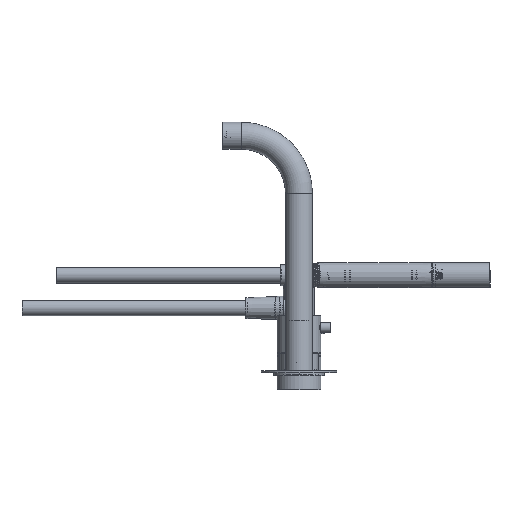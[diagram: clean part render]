
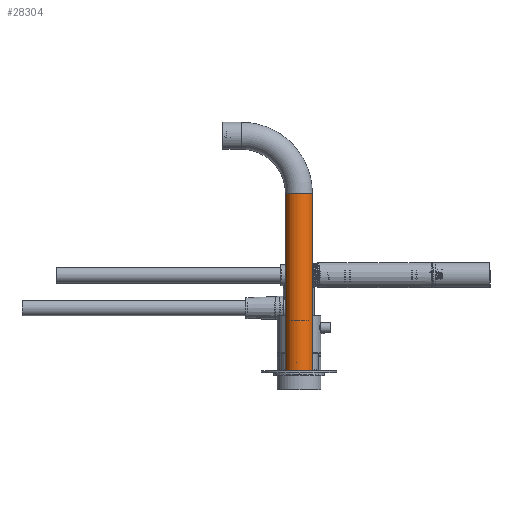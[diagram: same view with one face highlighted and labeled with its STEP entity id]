
A CAD part, front view. The second image highlights one B-rep face of the part: STEP entity #28304.
In plain terms, the highlighted cylindrical face has radius 13 mm (diameter 26 mm), a full revolution.
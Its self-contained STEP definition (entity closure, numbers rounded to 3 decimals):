
#4685=B_SPLINE_CURVE_WITH_KNOTS('',3,(#44529,#44530,#44531,#44532,#44533,
#44534,#44535,#44536,#44537,#44538,#44539),.UNSPECIFIED.,.T.,.F.,(1,1,1,
1,1,1,1,1,1,1,1,1,1,1,1),(-0.004,-0.003,-0.001,
0.,0.001,0.003,0.004,0.005,
0.006,0.008,0.009,0.01,
0.012,0.013,0.014),.UNSPECIFIED.);
#5697=CYLINDRICAL_SURFACE('',#33772,13.);
#6111=ORIENTED_EDGE('',*,*,#14354,.T.);
#6112=ORIENTED_EDGE('',*,*,#14362,.F.);
#6113=ORIENTED_EDGE('',*,*,#14363,.T.);
#14354=EDGE_CURVE('',#18481,#18481,#21295,.T.);
#14362=EDGE_CURVE('',#18489,#18489,#21302,.T.);
#14363=EDGE_CURVE('',#18490,#18490,#4685,.T.);
#18481=VERTEX_POINT('',#44497);
#18489=VERTEX_POINT('',#44528);
#18490=VERTEX_POINT('',#44540);
#21295=CIRCLE('',#33761,13.);
#21302=CIRCLE('',#33773,13.);
#22468=EDGE_LOOP('',(#6111));
#22469=EDGE_LOOP('',(#6112));
#22470=EDGE_LOOP('',(#6113));
#24967=FACE_BOUND('',#22468,.T.);
#24968=FACE_BOUND('',#22469,.T.);
#24969=FACE_BOUND('',#22470,.T.);
#28304=ADVANCED_FACE('',(#24967,#24968,#24969),#5697,.T.);
#33761=AXIS2_PLACEMENT_3D('',#44496,#36761,#36762);
#33772=AXIS2_PLACEMENT_3D('',#44526,#36783,#36784);
#33773=AXIS2_PLACEMENT_3D('',#44527,#36785,#36786);
#36761=DIRECTION('',(1.,0.,0.));
#36762=DIRECTION('',(0.,0.,-1.));
#36783=DIRECTION('',(-1.,0.,0.));
#36784=DIRECTION('',(0.,-1.,0.));
#36785=DIRECTION('',(1.,0.,0.));
#36786=DIRECTION('',(0.,0.,-1.));
#44496=CARTESIAN_POINT('',(0.,0.,0.));
#44497=CARTESIAN_POINT('',(0.,0.,-13.));
#44526=CARTESIAN_POINT('',(170.,0.,0.));
#44527=CARTESIAN_POINT('',(170.,0.,0.));
#44528=CARTESIAN_POINT('',(170.,0.,-13.));
#44529=CARTESIAN_POINT('',(6.294,-12.948,-1.292));
#44530=CARTESIAN_POINT('',(5.,-12.868,-1.829));
#44531=CARTESIAN_POINT('',(3.708,-12.948,-1.294));
#44532=CARTESIAN_POINT('',(3.171,-13.026,0.));
#44533=CARTESIAN_POINT('',(3.706,-12.948,1.292));
#44534=CARTESIAN_POINT('',(5.,-12.868,1.829));
#44535=CARTESIAN_POINT('',(6.292,-12.948,1.294));
#44536=CARTESIAN_POINT('',(6.829,-13.026,0.));
#44537=CARTESIAN_POINT('',(6.294,-12.948,-1.292));
#44538=CARTESIAN_POINT('',(5.,-12.868,-1.829));
#44539=CARTESIAN_POINT('',(3.708,-12.948,-1.294));
#44540=CARTESIAN_POINT('',(5.,-12.895,-1.65));
